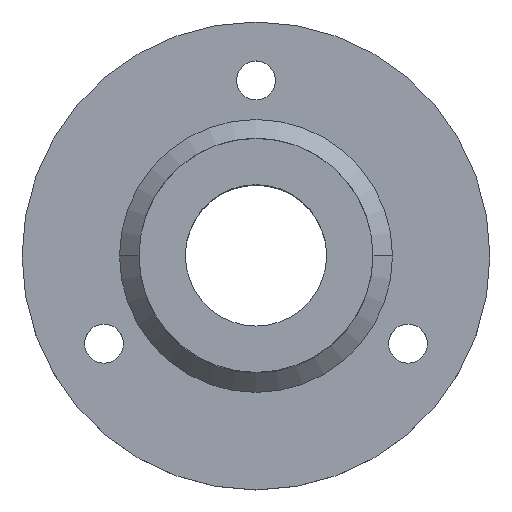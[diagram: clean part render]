
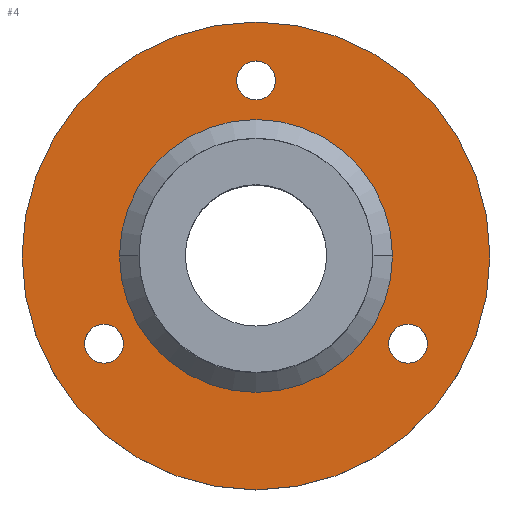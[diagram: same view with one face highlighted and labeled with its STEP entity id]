
A CAD part, top view. The second image highlights one B-rep face of the part: STEP entity #4.
In plain terms, the highlighted planar face has unit normal (0, 0, 1).
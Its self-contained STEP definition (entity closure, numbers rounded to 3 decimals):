
#4 = ADVANCED_FACE ( 'NONE', ( #276, #423, #280, #568, #853 ), #210, .T. ) ;
#18 = DIRECTION ( 'NONE',  ( 0., 0., 1. ) ) ;
#25 = AXIS2_PLACEMENT_3D ( 'NONE', #153, #296, #82 ) ;
#41 = VERTEX_POINT ( 'NONE', #856 ) ;
#47 = VERTEX_POINT ( 'NONE', #297 ) ;
#52 = CARTESIAN_POINT ( 'NONE',  ( 17.588, -9., 5. ) ) ;
#73 = DIRECTION ( 'NONE',  ( 1., 0., 0. ) ) ;
#77 = CARTESIAN_POINT ( 'NONE',  ( -14., 0., 5. ) ) ;
#82 = DIRECTION ( 'NONE',  ( 1., 0., 0. ) ) ;
#89 = VERTEX_POINT ( 'NONE', #785 ) ;
#100 = ORIENTED_EDGE ( 'NONE', *, *, #774, .T. ) ;
#127 = EDGE_CURVE ( 'NONE', #673, #904, #458, .T. ) ;
#131 = AXIS2_PLACEMENT_3D ( 'NONE', #855, #148, #434 ) ;
#135 = VERTEX_POINT ( 'NONE', #797 ) ;
#144 = CARTESIAN_POINT ( 'NONE',  ( 0., 0., 5. ) ) ;
#148 = DIRECTION ( 'NONE',  ( 0., 0., 1. ) ) ;
#153 = CARTESIAN_POINT ( 'NONE',  ( 15.588, -9., 5. ) ) ;
#163 = DIRECTION ( 'NONE',  ( 0., 0., 1. ) ) ;
#180 = CARTESIAN_POINT ( 'NONE',  ( -15.588, -9., 5. ) ) ;
#187 = EDGE_LOOP ( 'NONE', ( #738, #741 ) ) ;
#190 = EDGE_CURVE ( 'NONE', #904, #673, #352, .T. ) ;
#194 = VERTEX_POINT ( 'NONE', #274 ) ;
#196 = VERTEX_POINT ( 'NONE', #52 ) ;
#210 = PLANE ( 'NONE',  #809 ) ;
#224 = DIRECTION ( 'NONE',  ( 1., 0., 0. ) ) ;
#226 = DIRECTION ( 'NONE',  ( 1., 0., 0. ) ) ;
#229 = AXIS2_PLACEMENT_3D ( 'NONE', #180, #474, #755 ) ;
#230 = CARTESIAN_POINT ( 'NONE',  ( -15.588, -9., 5. ) ) ;
#262 = DIRECTION ( 'NONE',  ( 1., 0., 0. ) ) ;
#274 = CARTESIAN_POINT ( 'NONE',  ( -13.588, -9., 5. ) ) ;
#276 = FACE_BOUND ( 'NONE', #749, .T. ) ;
#279 = CIRCLE ( 'NONE', #229, 2. ) ;
#280 = FACE_BOUND ( 'NONE', #187, .T. ) ;
#281 = DIRECTION ( 'NONE',  ( 1., 0., 0. ) ) ;
#283 = EDGE_CURVE ( 'NONE', #464, #89, #322, .T. ) ;
#296 = DIRECTION ( 'NONE',  ( 0., 0., 1. ) ) ;
#297 = CARTESIAN_POINT ( 'NONE',  ( 24., 0., 5. ) ) ;
#313 = ORIENTED_EDGE ( 'NONE', *, *, #190, .F. ) ;
#322 = CIRCLE ( 'NONE', #640, 14. ) ;
#323 = DIRECTION ( 'NONE',  ( 1., 0., 0. ) ) ;
#325 = ORIENTED_EDGE ( 'NONE', *, *, #404, .T. ) ;
#338 = DIRECTION ( 'NONE',  ( 1., 0., 0. ) ) ;
#352 = CIRCLE ( 'NONE', #446, 2. ) ;
#360 = CARTESIAN_POINT ( 'NONE',  ( 0., 18., 5. ) ) ;
#361 = EDGE_CURVE ( 'NONE', #196, #135, #784, .T. ) ;
#367 = CIRCLE ( 'NONE', #891, 2. ) ;
#379 = CARTESIAN_POINT ( 'NONE',  ( 0., 0., 5. ) ) ;
#395 = CARTESIAN_POINT ( 'NONE',  ( -2., 18., 5. ) ) ;
#404 = EDGE_CURVE ( 'NONE', #47, #681, #576, .T. ) ;
#410 = ORIENTED_EDGE ( 'NONE', *, *, #817, .F. ) ;
#414 = AXIS2_PLACEMENT_3D ( 'NONE', #360, #574, #226 ) ;
#417 = CIRCLE ( 'NONE', #505, 14. ) ;
#421 = AXIS2_PLACEMENT_3D ( 'NONE', #230, #18, #281 ) ;
#423 = FACE_OUTER_BOUND ( 'NONE', #484, .T. ) ;
#431 = AXIS2_PLACEMENT_3D ( 'NONE', #379, #163, #323 ) ;
#434 = DIRECTION ( 'NONE',  ( 1., 0., 0. ) ) ;
#435 = EDGE_CURVE ( 'NONE', #194, #41, #497, .T. ) ;
#446 = AXIS2_PLACEMENT_3D ( 'NONE', #747, #679, #338 ) ;
#458 = CIRCLE ( 'NONE', #414, 2. ) ;
#464 = VERTEX_POINT ( 'NONE', #77 ) ;
#473 = ORIENTED_EDGE ( 'NONE', *, *, #662, .T. ) ;
#474 = DIRECTION ( 'NONE',  ( 0., 0., 1. ) ) ;
#484 = EDGE_LOOP ( 'NONE', ( #473, #325 ) ) ;
#485 = DIRECTION ( 'NONE',  ( 1., 0., 0. ) ) ;
#497 = CIRCLE ( 'NONE', #421, 2. ) ;
#501 = DIRECTION ( 'NONE',  ( 0., 0., 1. ) ) ;
#505 = AXIS2_PLACEMENT_3D ( 'NONE', #144, #765, #73 ) ;
#540 = EDGE_CURVE ( 'NONE', #41, #194, #279, .T. ) ;
#541 = ORIENTED_EDGE ( 'NONE', *, *, #283, .T. ) ;
#549 = CARTESIAN_POINT ( 'NONE',  ( 0., 0., 5. ) ) ;
#568 = FACE_BOUND ( 'NONE', #886, .T. ) ;
#574 = DIRECTION ( 'NONE',  ( 0., 0., 1. ) ) ;
#576 = CIRCLE ( 'NONE', #131, 24. ) ;
#640 = AXIS2_PLACEMENT_3D ( 'NONE', #549, #835, #485 ) ;
#647 = CARTESIAN_POINT ( 'NONE',  ( 15.588, -9., 5. ) ) ;
#662 = EDGE_CURVE ( 'NONE', #681, #47, #922, .T. ) ;
#673 = VERTEX_POINT ( 'NONE', #395 ) ;
#678 = EDGE_LOOP ( 'NONE', ( #313, #691 ) ) ;
#679 = DIRECTION ( 'NONE',  ( 0., 0., 1. ) ) ;
#681 = VERTEX_POINT ( 'NONE', #688 ) ;
#685 = CARTESIAN_POINT ( 'NONE',  ( 2., 18., 5. ) ) ;
#688 = CARTESIAN_POINT ( 'NONE',  ( -24., 0., 5. ) ) ;
#691 = ORIENTED_EDGE ( 'NONE', *, *, #127, .F. ) ;
#738 = ORIENTED_EDGE ( 'NONE', *, *, #435, .F. ) ;
#741 = ORIENTED_EDGE ( 'NONE', *, *, #540, .F. ) ;
#747 = CARTESIAN_POINT ( 'NONE',  ( 0., 18., 5. ) ) ;
#749 = EDGE_LOOP ( 'NONE', ( #541, #100 ) ) ;
#755 = DIRECTION ( 'NONE',  ( 1., 0., 0. ) ) ;
#765 = DIRECTION ( 'NONE',  ( 0., 0., -1. ) ) ;
#774 = EDGE_CURVE ( 'NONE', #89, #464, #417, .T. ) ;
#784 = CIRCLE ( 'NONE', #25, 2. ) ;
#785 = CARTESIAN_POINT ( 'NONE',  ( 14., 0., 5. ) ) ;
#797 = CARTESIAN_POINT ( 'NONE',  ( 13.588, -9., 5. ) ) ;
#809 = AXIS2_PLACEMENT_3D ( 'NONE', #842, #501, #262 ) ;
#810 = ORIENTED_EDGE ( 'NONE', *, *, #361, .F. ) ;
#817 = EDGE_CURVE ( 'NONE', #135, #196, #367, .T. ) ;
#835 = DIRECTION ( 'NONE',  ( 0., 0., -1. ) ) ;
#842 = CARTESIAN_POINT ( 'NONE',  ( 0., 0., 5. ) ) ;
#853 = FACE_BOUND ( 'NONE', #678, .T. ) ;
#855 = CARTESIAN_POINT ( 'NONE',  ( 0., 0., 5. ) ) ;
#856 = CARTESIAN_POINT ( 'NONE',  ( -17.588, -9., 5. ) ) ;
#866 = DIRECTION ( 'NONE',  ( 0., 0., 1. ) ) ;
#886 = EDGE_LOOP ( 'NONE', ( #810, #410 ) ) ;
#891 = AXIS2_PLACEMENT_3D ( 'NONE', #647, #866, #224 ) ;
#904 = VERTEX_POINT ( 'NONE', #685 ) ;
#922 = CIRCLE ( 'NONE', #431, 24. ) ;
